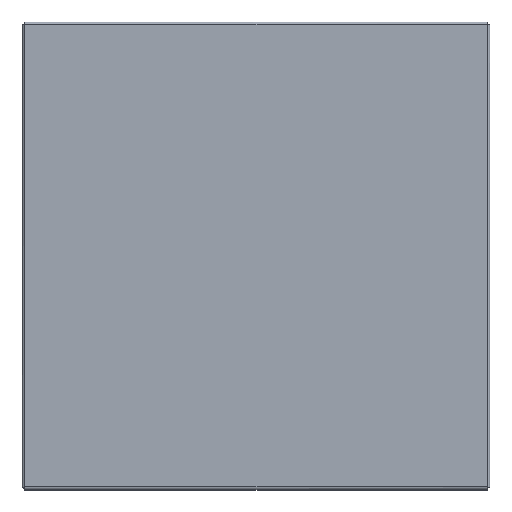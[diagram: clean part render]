
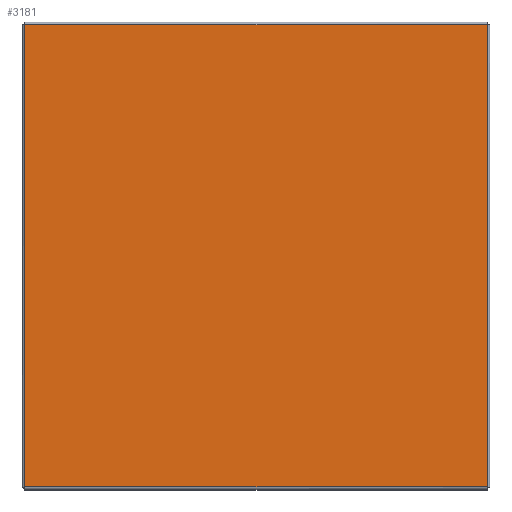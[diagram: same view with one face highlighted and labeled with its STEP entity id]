
A CAD part, top view. The second image highlights one B-rep face of the part: STEP entity #3181.
In plain terms, the highlighted planar face has unit normal (0, 0, 1).
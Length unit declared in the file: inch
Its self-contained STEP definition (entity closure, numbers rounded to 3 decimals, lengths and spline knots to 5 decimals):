
#329=PLANE($,#3396);
#523=LINE($,#5107,#735);
#528=LINE($,#5186,#740);
#532=LINE($,#5263,#744);
#536=LINE($,#5339,#748);
#735=VECTOR($,#3915,15.9458);
#740=VECTOR($,#3926,15.9458);
#744=VECTOR($,#3936,15.9458);
#748=VECTOR($,#3946,15.9458);
#1035=FACE_OUTER_BOUND($,#1247,.T.);
#1247=EDGE_LOOP($,(#2483,#2484,#2485,#2486));
#1609=VERTEX_POINT($,#5098);
#1610=VERTEX_POINT($,#5106);
#1613=VERTEX_POINT($,#5178);
#1615=VERTEX_POINT($,#5255);
#1910=EDGE_CURVE($,#1610,#1609,#523,.T.);
#1919=EDGE_CURVE($,#1609,#1613,#528,.T.);
#1927=EDGE_CURVE($,#1613,#1615,#532,.T.);
#1935=EDGE_CURVE($,#1615,#1610,#536,.T.);
#2483=ORIENTED_EDGE($,*,*,#1910,.T.);
#2484=ORIENTED_EDGE($,*,*,#1919,.T.);
#2485=ORIENTED_EDGE($,*,*,#1927,.T.);
#2486=ORIENTED_EDGE($,*,*,#1935,.T.);
#3181=ADVANCED_FACE($,(#1035),#329,.T.);
#3396=AXIS2_PLACEMENT_3D($,#5405,#3953,#3954);
#3915=DIRECTION($,(0.,1.,0.));
#3926=DIRECTION($,(-1.,0.,0.));
#3936=DIRECTION($,(0.,-1.,0.));
#3946=DIRECTION($,(1.,0.,0.));
#3953=DIRECTION('center_axis',(0.,0.,1.));
#3954=DIRECTION('ref_axis',(1.,0.,0.));
#5098=CARTESIAN_POINT('',(16.0354,16.0354,0.074));
#5106=CARTESIAN_POINT('',(16.0354,0.0896,0.074));
#5107=CARTESIAN_POINT($,(16.0354,4.07605,0.074));
#5178=CARTESIAN_POINT('',(0.0896,16.0354,0.074));
#5186=CARTESIAN_POINT($,(12.04895,16.0354,0.074));
#5255=CARTESIAN_POINT('',(0.0896,0.0896,0.074));
#5263=CARTESIAN_POINT($,(0.0896,12.04895,0.074));
#5339=CARTESIAN_POINT($,(4.07605,0.0896,0.074));
#5405=CARTESIAN_POINT('Origin',(8.0625,8.0625,0.074));
